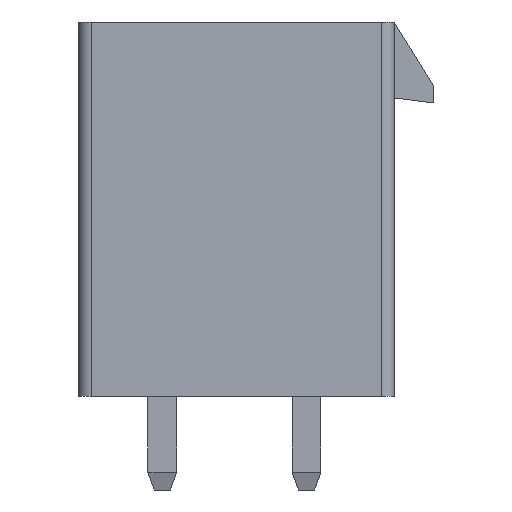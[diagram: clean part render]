
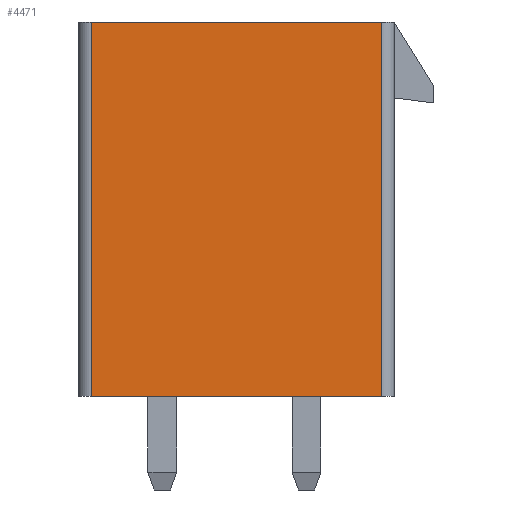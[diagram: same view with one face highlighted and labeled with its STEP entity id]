
A CAD part, left-side view. The second image highlights one B-rep face of the part: STEP entity #4471.
In plain terms, the highlighted face is planar.
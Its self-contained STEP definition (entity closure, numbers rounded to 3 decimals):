
#520=ORIENTED_EDGE('',*,*,#1273,.F.);
#521=ORIENTED_EDGE('',*,*,#1251,.F.);
#522=ORIENTED_EDGE('',*,*,#1274,.T.);
#523=ORIENTED_EDGE('',*,*,#1257,.T.);
#1251=EDGE_CURVE('',#1612,#1613,#1979,.T.);
#1257=EDGE_CURVE('',#1615,#1618,#1982,.T.);
#1273=EDGE_CURVE('',#1613,#1618,#1998,.T.);
#1274=EDGE_CURVE('',#1612,#1615,#1999,.T.);
#1612=VERTEX_POINT('',#6172);
#1613=VERTEX_POINT('',#6174);
#1615=VERTEX_POINT('',#6180);
#1618=VERTEX_POINT('',#6185);
#1979=LINE('',#6173,#2408);
#1982=LINE('',#6186,#2411);
#1998=LINE('',#6217,#2427);
#1999=LINE('',#6218,#2428);
#2408=VECTOR('',#5249,1000.);
#2411=VECTOR('',#5260,1000.);
#2427=VECTOR('',#5290,1000.);
#2428=VECTOR('',#5291,1000.);
#2668=EDGE_LOOP('',(#520,#521,#522,#523));
#2859=FACE_BOUND('',#2668,.T.);
#3041=PLANE('',#4673);
#4471=ADVANCED_FACE('',(#2859),#3041,.T.);
#4673=AXIS2_PLACEMENT_3D('',#6216,#5288,#5289);
#5249=DIRECTION('',(0.,-1.,0.));
#5260=DIRECTION('',(0.,-1.,0.));
#5288=DIRECTION('',(1.,0.,0.));
#5289=DIRECTION('',(0.,0.,-1.));
#5290=DIRECTION('',(0.,0.,1.));
#5291=DIRECTION('',(0.,0.,1.));
#6172=CARTESIAN_POINT('',(4.175,14.8,-5.74));
#6173=CARTESIAN_POINT('',(4.175,14.8,-5.74));
#6174=CARTESIAN_POINT('',(4.175,0.,-5.74));
#6180=CARTESIAN_POINT('',(4.175,14.8,5.74));
#6185=CARTESIAN_POINT('',(4.175,0.,5.74));
#6186=CARTESIAN_POINT('',(4.175,14.8,5.74));
#6216=CARTESIAN_POINT('',(4.175,14.8,-6.24));
#6217=CARTESIAN_POINT('',(4.175,0.,-6.24));
#6218=CARTESIAN_POINT('',(4.175,14.8,-6.24));
